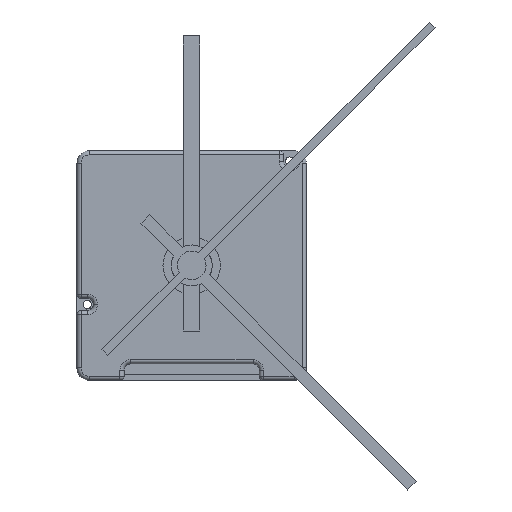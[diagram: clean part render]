
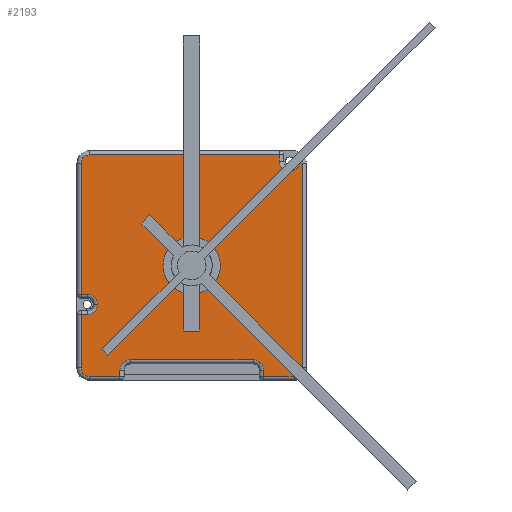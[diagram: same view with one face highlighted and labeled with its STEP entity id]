
A CAD part, top view. The second image highlights one B-rep face of the part: STEP entity #2193.
In plain terms, the highlighted planar face has unit normal (0, 0, 1).
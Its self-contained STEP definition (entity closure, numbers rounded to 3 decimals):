
#1070 = VERTEX_POINT('',#1071);
#1071 = CARTESIAN_POINT('',(1.,53.,19.3));
#1080 = VERTEX_POINT('',#1081);
#1081 = CARTESIAN_POINT('',(1.,21.,19.3));
#1088 = EDGE_CURVE('',#1070,#1080,#1089,.T.);
#1089 = LINE('',#1090,#1091);
#1090 = CARTESIAN_POINT('',(1.,53.,19.3));
#1091 = VECTOR('',#1092,1.);
#1092 = DIRECTION('',(0.,-1.,0.));
#1274 = VERTEX_POINT('',#1275);
#1275 = CARTESIAN_POINT('',(1.,16.,19.3));
#1282 = EDGE_CURVE('',#1274,#1283,#1285,.T.);
#1283 = VERTEX_POINT('',#1284);
#1284 = CARTESIAN_POINT('',(1.,3.,19.3));
#1285 = LINE('',#1286,#1287);
#1286 = CARTESIAN_POINT('',(1.,17.,19.3));
#1287 = VECTOR('',#1288,1.);
#1288 = DIRECTION('',(0.,-1.,0.));
#1348 = VERTEX_POINT('',#1349);
#1349 = CARTESIAN_POINT('',(3.,1.,19.3));
#1356 = EDGE_CURVE('',#1283,#1348,#1357,.T.);
#1357 = CIRCLE('',#1358,2.);
#1358 = AXIS2_PLACEMENT_3D('',#1359,#1360,#1361);
#1359 = CARTESIAN_POINT('',(3.,3.,19.3));
#1360 = DIRECTION('',(0.,0.,1.));
#1361 = DIRECTION('',(-1.,0.,0.));
#1371 = EDGE_CURVE('',#1372,#1374,#1376,.T.);
#1372 = VERTEX_POINT('',#1373);
#1373 = CARTESIAN_POINT('',(45.5,1.,19.3));
#1374 = VERTEX_POINT('',#1375);
#1375 = CARTESIAN_POINT('',(53.,1.,19.3));
#1376 = LINE('',#1377,#1378);
#1377 = CARTESIAN_POINT('',(44.5,1.,19.3));
#1378 = VECTOR('',#1379,1.);
#1379 = DIRECTION('',(1.,0.,0.));
#1455 = EDGE_CURVE('',#1348,#1456,#1458,.T.);
#1456 = VERTEX_POINT('',#1457);
#1457 = CARTESIAN_POINT('',(10.5,1.,19.3));
#1458 = LINE('',#1459,#1460);
#1459 = CARTESIAN_POINT('',(3.,1.,19.3));
#1460 = VECTOR('',#1461,1.);
#1461 = DIRECTION('',(1.,0.,0.));
#1480 = EDGE_CURVE('',#1374,#1481,#1483,.T.);
#1481 = VERTEX_POINT('',#1482);
#1482 = CARTESIAN_POINT('',(55.,3.,19.3));
#1483 = CIRCLE('',#1484,2.);
#1484 = AXIS2_PLACEMENT_3D('',#1485,#1486,#1487);
#1485 = CARTESIAN_POINT('',(53.,3.,19.3));
#1486 = DIRECTION('',(-0.,0.,1.));
#1487 = DIRECTION('',(0.,-1.,0.));
#1680 = VERTEX_POINT('',#1681);
#1681 = CARTESIAN_POINT('',(55.,53.,19.3));
#1688 = EDGE_CURVE('',#1481,#1680,#1689,.T.);
#1689 = LINE('',#1690,#1691);
#1690 = CARTESIAN_POINT('',(55.,3.,19.3));
#1691 = VECTOR('',#1692,1.);
#1692 = DIRECTION('',(0.,1.,0.));
#2103 = VERTEX_POINT('',#2104);
#2104 = CARTESIAN_POINT('',(3.,55.,19.3));
#2111 = EDGE_CURVE('',#2103,#1070,#2112,.T.);
#2112 = CIRCLE('',#2113,2.);
#2113 = AXIS2_PLACEMENT_3D('',#2114,#2115,#2116);
#2114 = CARTESIAN_POINT('',(3.,53.,19.3));
#2115 = DIRECTION('',(0.,0.,1.));
#2116 = DIRECTION('',(0.,1.,0.));
#2193 = ADVANCED_FACE('',(#2194,#2316),#2327,.T.);
#2194 = FACE_BOUND('',#2195,.T.);
#2195 = EDGE_LOOP('',(#2196,#2197,#2198,#2199,#2208,#2216,#2225,#2233,
    #2239,#2240,#2241,#2249,#2258,#2267,#2273,#2274,#2275,#2276,#2284,
    #2293,#2301,#2310));
#2196 = ORIENTED_EDGE('',*,*,#1371,.T.);
#2197 = ORIENTED_EDGE('',*,*,#1480,.T.);
#2198 = ORIENTED_EDGE('',*,*,#1688,.T.);
#2199 = ORIENTED_EDGE('',*,*,#2200,.T.);
#2200 = EDGE_CURVE('',#1680,#2201,#2203,.T.);
#2201 = VERTEX_POINT('',#2202);
#2202 = CARTESIAN_POINT('',(54.4,54.428,19.3));
#2203 = CIRCLE('',#2204,2.);
#2204 = AXIS2_PLACEMENT_3D('',#2205,#2206,#2207);
#2205 = CARTESIAN_POINT('',(53.,53.,19.3));
#2206 = DIRECTION('',(0.,-0.,1.));
#2207 = DIRECTION('',(1.,0.,0.));
#2208 = ORIENTED_EDGE('',*,*,#2209,.F.);
#2209 = EDGE_CURVE('',#2210,#2201,#2212,.T.);
#2210 = VERTEX_POINT('',#2211);
#2211 = CARTESIAN_POINT('',(54.4,53.5,19.3));
#2212 = LINE('',#2213,#2214);
#2213 = CARTESIAN_POINT('',(54.4,53.5,19.3));
#2214 = VECTOR('',#2215,1.);
#2215 = DIRECTION('',(0.,1.,0.));
#2216 = ORIENTED_EDGE('',*,*,#2217,.F.);
#2217 = EDGE_CURVE('',#2218,#2210,#2220,.T.);
#2218 = VERTEX_POINT('',#2219);
#2219 = CARTESIAN_POINT('',(49.4,53.5,19.3));
#2220 = CIRCLE('',#2221,2.5);
#2221 = AXIS2_PLACEMENT_3D('',#2222,#2223,#2224);
#2222 = CARTESIAN_POINT('',(51.9,53.5,19.3));
#2223 = DIRECTION('',(0.,0.,1.));
#2224 = DIRECTION('',(-1.,0.,0.));
#2225 = ORIENTED_EDGE('',*,*,#2226,.F.);
#2226 = EDGE_CURVE('',#2227,#2218,#2229,.T.);
#2227 = VERTEX_POINT('',#2228);
#2228 = CARTESIAN_POINT('',(49.4,55.,19.3));
#2229 = LINE('',#2230,#2231);
#2230 = CARTESIAN_POINT('',(49.4,56.,19.3));
#2231 = VECTOR('',#2232,1.);
#2232 = DIRECTION('',(0.,-1.,0.));
#2233 = ORIENTED_EDGE('',*,*,#2234,.T.);
#2234 = EDGE_CURVE('',#2227,#2103,#2235,.T.);
#2235 = LINE('',#2236,#2237);
#2236 = CARTESIAN_POINT('',(50.4,55.,19.3));
#2237 = VECTOR('',#2238,1.);
#2238 = DIRECTION('',(-1.,0.,0.));
#2239 = ORIENTED_EDGE('',*,*,#2111,.T.);
#2240 = ORIENTED_EDGE('',*,*,#1088,.T.);
#2241 = ORIENTED_EDGE('',*,*,#2242,.F.);
#2242 = EDGE_CURVE('',#2243,#1080,#2245,.T.);
#2243 = VERTEX_POINT('',#2244);
#2244 = CARTESIAN_POINT('',(2.5,21.,19.3));
#2245 = LINE('',#2246,#2247);
#2246 = CARTESIAN_POINT('',(2.5,21.,19.3));
#2247 = VECTOR('',#2248,1.);
#2248 = DIRECTION('',(-1.,0.,0.));
#2249 = ORIENTED_EDGE('',*,*,#2250,.F.);
#2250 = EDGE_CURVE('',#2251,#2243,#2253,.T.);
#2251 = VERTEX_POINT('',#2252);
#2252 = CARTESIAN_POINT('',(5.,18.5,19.3));
#2253 = CIRCLE('',#2254,2.5);
#2254 = AXIS2_PLACEMENT_3D('',#2255,#2256,#2257);
#2255 = CARTESIAN_POINT('',(2.5,18.5,19.3));
#2256 = DIRECTION('',(0.,0.,1.));
#2257 = DIRECTION('',(1.,0.,0.));
#2258 = ORIENTED_EDGE('',*,*,#2259,.F.);
#2259 = EDGE_CURVE('',#2260,#2251,#2262,.T.);
#2260 = VERTEX_POINT('',#2261);
#2261 = CARTESIAN_POINT('',(2.5,16.,19.3));
#2262 = CIRCLE('',#2263,2.5);
#2263 = AXIS2_PLACEMENT_3D('',#2264,#2265,#2266);
#2264 = CARTESIAN_POINT('',(2.5,18.5,19.3));
#2265 = DIRECTION('',(0.,0.,1.));
#2266 = DIRECTION('',(0.,-1.,0.));
#2267 = ORIENTED_EDGE('',*,*,#2268,.F.);
#2268 = EDGE_CURVE('',#1274,#2260,#2269,.T.);
#2269 = LINE('',#2270,#2271);
#2270 = CARTESIAN_POINT('',(0.,16.,19.3));
#2271 = VECTOR('',#2272,1.);
#2272 = DIRECTION('',(1.,0.,0.));
#2273 = ORIENTED_EDGE('',*,*,#1282,.T.);
#2274 = ORIENTED_EDGE('',*,*,#1356,.T.);
#2275 = ORIENTED_EDGE('',*,*,#1455,.T.);
#2276 = ORIENTED_EDGE('',*,*,#2277,.F.);
#2277 = EDGE_CURVE('',#2278,#1456,#2280,.T.);
#2278 = VERTEX_POINT('',#2279);
#2279 = CARTESIAN_POINT('',(10.5,2.5,19.3));
#2280 = LINE('',#2281,#2282);
#2281 = CARTESIAN_POINT('',(10.5,2.5,19.3));
#2282 = VECTOR('',#2283,1.);
#2283 = DIRECTION('',(0.,-1.,0.));
#2284 = ORIENTED_EDGE('',*,*,#2285,.F.);
#2285 = EDGE_CURVE('',#2286,#2278,#2288,.T.);
#2286 = VERTEX_POINT('',#2287);
#2287 = CARTESIAN_POINT('',(13.,5.,19.3));
#2288 = CIRCLE('',#2289,2.5);
#2289 = AXIS2_PLACEMENT_3D('',#2290,#2291,#2292);
#2290 = CARTESIAN_POINT('',(13.,2.5,19.3));
#2291 = DIRECTION('',(0.,0.,1.));
#2292 = DIRECTION('',(0.,1.,0.));
#2293 = ORIENTED_EDGE('',*,*,#2294,.F.);
#2294 = EDGE_CURVE('',#2295,#2286,#2297,.T.);
#2295 = VERTEX_POINT('',#2296);
#2296 = CARTESIAN_POINT('',(43.,5.,19.3));
#2297 = LINE('',#2298,#2299);
#2298 = CARTESIAN_POINT('',(43.,5.,19.3));
#2299 = VECTOR('',#2300,1.);
#2300 = DIRECTION('',(-1.,0.,0.));
#2301 = ORIENTED_EDGE('',*,*,#2302,.F.);
#2302 = EDGE_CURVE('',#2303,#2295,#2305,.T.);
#2303 = VERTEX_POINT('',#2304);
#2304 = CARTESIAN_POINT('',(45.5,2.5,19.3));
#2305 = CIRCLE('',#2306,2.5);
#2306 = AXIS2_PLACEMENT_3D('',#2307,#2308,#2309);
#2307 = CARTESIAN_POINT('',(43.,2.5,19.3));
#2308 = DIRECTION('',(0.,-0.,1.));
#2309 = DIRECTION('',(1.,0.,0.));
#2310 = ORIENTED_EDGE('',*,*,#2311,.F.);
#2311 = EDGE_CURVE('',#1372,#2303,#2312,.T.);
#2312 = LINE('',#2313,#2314);
#2313 = CARTESIAN_POINT('',(45.5,0.,19.3));
#2314 = VECTOR('',#2315,1.);
#2315 = DIRECTION('',(0.,1.,0.));
#2316 = FACE_BOUND('',#2317,.T.);
#2317 = EDGE_LOOP('',(#2318));
#2318 = ORIENTED_EDGE('',*,*,#2319,.F.);
#2319 = EDGE_CURVE('',#2320,#2320,#2322,.T.);
#2320 = VERTEX_POINT('',#2321);
#2321 = CARTESIAN_POINT('',(35.,28.,19.3));
#2322 = CIRCLE('',#2323,7.);
#2323 = AXIS2_PLACEMENT_3D('',#2324,#2325,#2326);
#2324 = CARTESIAN_POINT('',(28.,28.,19.3));
#2325 = DIRECTION('',(0.,0.,1.));
#2326 = DIRECTION('',(1.,0.,0.));
#2327 = PLANE('',#2328);
#2328 = AXIS2_PLACEMENT_3D('',#2329,#2330,#2331);
#2329 = CARTESIAN_POINT('',(28.,28.,19.3));
#2330 = DIRECTION('',(0.,0.,1.));
#2331 = DIRECTION('',(1.,0.,0.));
